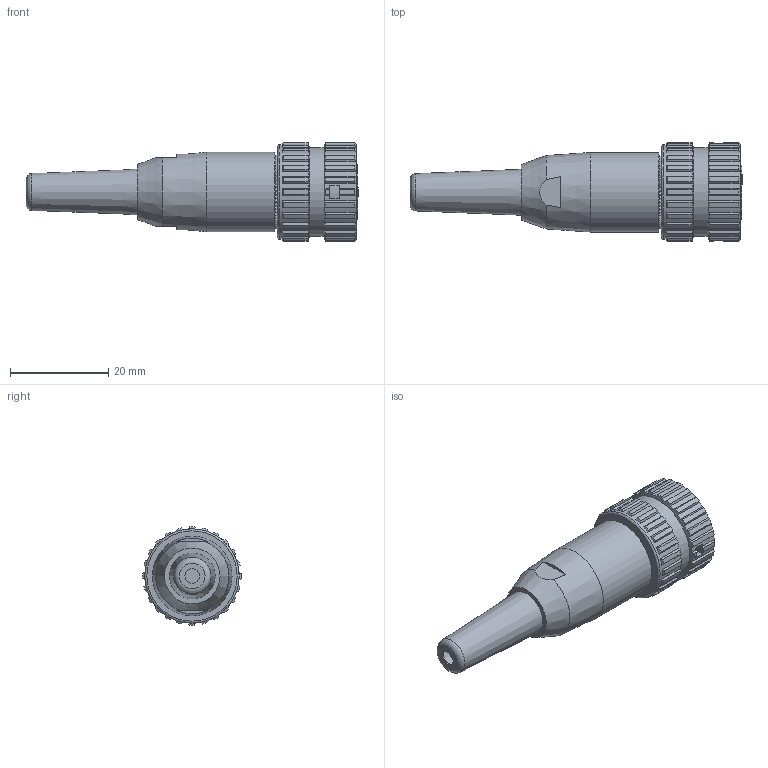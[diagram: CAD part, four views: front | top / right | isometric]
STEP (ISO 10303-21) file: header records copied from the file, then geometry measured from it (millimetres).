
FILE_DESCRIPTION(/* description */ (''),/* implementation_level */ '2;1');
FILE_NAME(/* name */ 't 3425 991 unxc001-02.stp',/* time_stamp */ '2019-07-08T17:07:28+02:00',/* author */ (''),/* organization */ (''),/* preprocessor_version */ 'ST-DEVELOPER v16.7',/* originating_system */ 'SIEMENS PLM Software NX 12.0',/* authorisation */ '');
FILE_SCHEMA (('AUTOMOTIVE_DESIGN { 1 0 10303 214 3 1 1 1 }'));
Length unit declared in the file: millimetre
Products named in the file (1): t 3425 991 unxc001-02
Bounding box: 67.6 x 20 x 20 mm (x, y, z)
Volume: 10349.1 mm3; surface area: 4606.8 mm2
Topology: 1 solids, 1 shells, 524 faces, 1502 edges, 985 vertices
Faces by surface type: plane 300, cylinder 155, cone 65, bspline 4
Full cylindrical faces by diameter (mm): 3 x1, 14.1 x1, 16.2 x1, 17.1 x1, 18 x1, 19.2 x1
Entity records: 17135 total; most frequent: CARTESIAN_POINT 3540, ORIENTED_EDGE 2966, DIRECTION 2747, EDGE_CURVE 1483, VERTEX_POINT 983, AXIS2_PLACEMENT_3D 968, LINE 811, VECTOR 811
